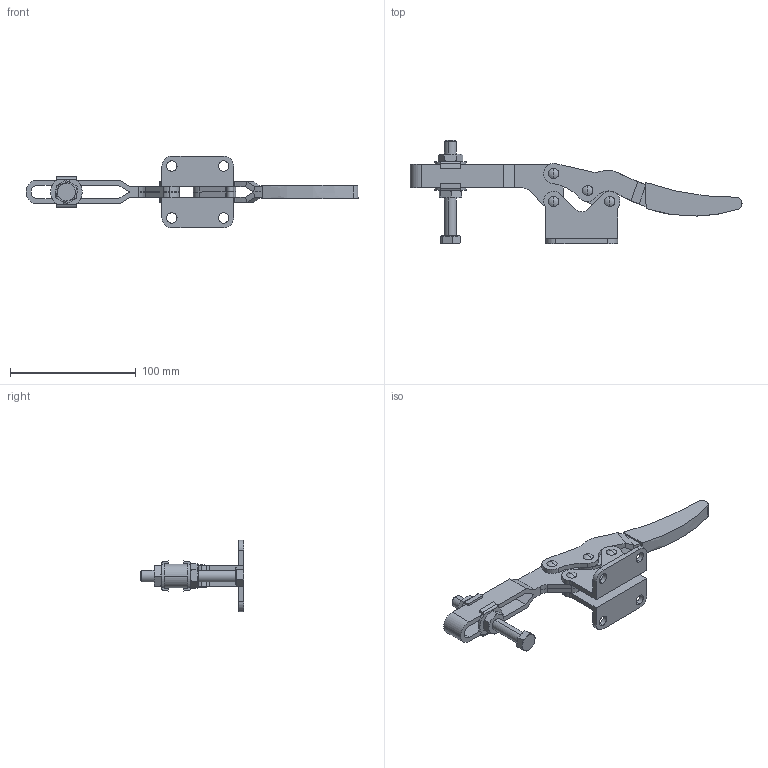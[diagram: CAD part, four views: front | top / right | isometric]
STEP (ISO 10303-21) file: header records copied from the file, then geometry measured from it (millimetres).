
FILE_DESCRIPTION (( 'STEP AP214' ), '1' );
FILE_NAME ('GH-20235-SS(Â²¤Æ)-1.STEP', '2020-07-14T03:34:16', ( 'LinWei' ), ( '' ), 'SwSTEP 2.0', 'SolidWorks 2016', '' );
FILE_SCHEMA (( 'AUTOMOTIVE_DESIGN' ));
Length unit declared in the file: millimetre
Products named in the file (6): Group6^GH-20235-SS(簡化)-1; 12023508-1^GH-20235-SS(簡化)-1; Group3^GH-20235-SS(簡化)-1; Group4^GH-20235-SS(簡化)-1; Group5^GH-20235-SS(簡化)-1; GH-20235-SS(簡化)-1
Assembly tree (5 placements, depth 2):
  GH-20235-SS(簡化)-1
    Group5^GH-20235-SS(簡化)-1
    Group4^GH-20235-SS(簡化)-1
    Group3^GH-20235-SS(簡化)-1
    12023508-1^GH-20235-SS(簡化)-1
    Group6^GH-20235-SS(簡化)-1
Bounding box: 264.56 x 82.37 x 57.2 mm (x, y, z)
Volume: 87441.8 mm3; surface area: 47716.8 mm2
Topology: 5 solids, 5 shells, 290 faces, 721 edges, 459 vertices
Faces by surface type: cylinder 120, plane 118, cone 32, bspline 10, sphere 8, torus 2
Entity records: 10504 total; most frequent: CARTESIAN_POINT 2182, DIRECTION 1496, ORIENTED_EDGE 1442, EDGE_CURVE 721, AXIS2_PLACEMENT_3D 573, VERTEX_POINT 459, LINE 350, VECTOR 350
